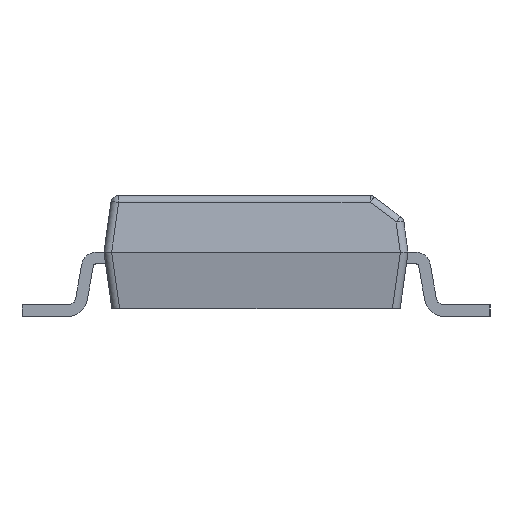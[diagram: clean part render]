
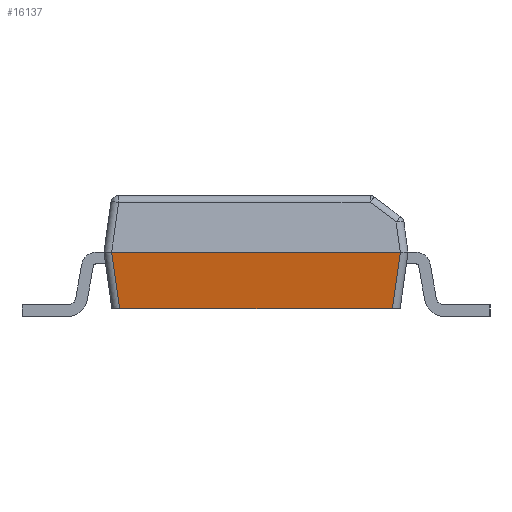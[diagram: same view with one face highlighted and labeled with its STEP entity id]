
A CAD part, left-side view. The second image highlights one B-rep face of the part: STEP entity #16137.
In plain terms, the highlighted planar face has unit normal (-0.99, 0, -0.139).
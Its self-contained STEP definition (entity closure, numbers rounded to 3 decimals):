
#28 = PLANE ( 'NONE',  #6315 ) ;
#374 = EDGE_CURVE ( 'NONE', #7408, #9643, #2224, .T. ) ;
#671 = ORIENTED_EDGE ( 'NONE', *, *, #7681, .T. ) ;
#1855 = CARTESIAN_POINT ( 'NONE',  ( -4.243, -1.779, -0.514 ) ) ;
#2224 = LINE ( 'NONE', #1855, #15571 ) ;
#2857 = VECTOR ( 'NONE', #4157, 1000. ) ;
#3557 = CARTESIAN_POINT ( 'NONE',  ( -4.315, -1.851, 0. ) ) ;
#4037 = DIRECTION ( 'NONE',  ( -0.138, -0.138, 0.981 ) ) ;
#4057 = FACE_OUTER_BOUND ( 'NONE', #13845, .T. ) ;
#4157 = DIRECTION ( 'NONE',  ( 0., -1., 0. ) ) ;
#4332 = ORIENTED_EDGE ( 'NONE', *, *, #20783, .T. ) ;
#6315 = AXIS2_PLACEMENT_3D ( 'NONE', #21314, #21426, #8251 ) ;
#7408 = VERTEX_POINT ( 'NONE', #23708 ) ;
#7654 = CARTESIAN_POINT ( 'NONE',  ( -4.317, 1.853, 0.013 ) ) ;
#7681 = EDGE_CURVE ( 'NONE', #23036, #7408, #20243, .T. ) ;
#8251 = DIRECTION ( 'NONE',  ( -0.139, 0., 0.99 ) ) ;
#9256 = DIRECTION ( 'NONE',  ( 0.138, -0.138, -0.981 ) ) ;
#9514 = LINE ( 'NONE', #7654, #22466 ) ;
#9643 = VERTEX_POINT ( 'NONE', #3557 ) ;
#11645 = CARTESIAN_POINT ( 'NONE',  ( -4.315, 1.851, 0. ) ) ;
#12931 = ORIENTED_EDGE ( 'NONE', *, *, #21397, .F. ) ;
#13736 = CARTESIAN_POINT ( 'NONE',  ( -4.315, 1.95, 0. ) ) ;
#13845 = EDGE_LOOP ( 'NONE', ( #671, #18190, #12931, #4332 ) ) ;
#15571 = VECTOR ( 'NONE', #4037, 1000. ) ;
#16135 = DIRECTION ( 'NONE',  ( 0., -1., 0. ) ) ;
#16137 = ADVANCED_FACE ( 'NONE', ( #4057 ), #28, .T. ) ;
#16806 = CARTESIAN_POINT ( 'NONE',  ( -4.213, 1.749, -0.725 ) ) ;
#18190 = ORIENTED_EDGE ( 'NONE', *, *, #374, .T. ) ;
#19882 = CARTESIAN_POINT ( 'NONE',  ( -4.213, 0., -0.725 ) ) ;
#20243 = LINE ( 'NONE', #19882, #20625 ) ;
#20625 = VECTOR ( 'NONE', #16135, 1000. ) ;
#20783 = EDGE_CURVE ( 'NONE', #22083, #23036, #9514, .T. ) ;
#21314 = CARTESIAN_POINT ( 'NONE',  ( -4.315, 1.95, 0. ) ) ;
#21397 = EDGE_CURVE ( 'NONE', #22083, #9643, #22879, .T. ) ;
#21426 = DIRECTION ( 'NONE',  ( -0.99, 0., -0.139 ) ) ;
#22083 = VERTEX_POINT ( 'NONE', #11645 ) ;
#22466 = VECTOR ( 'NONE', #9256, 1000. ) ;
#22879 = LINE ( 'NONE', #13736, #2857 ) ;
#23036 = VERTEX_POINT ( 'NONE', #16806 ) ;
#23708 = CARTESIAN_POINT ( 'NONE',  ( -4.213, -1.749, -0.725 ) ) ;
